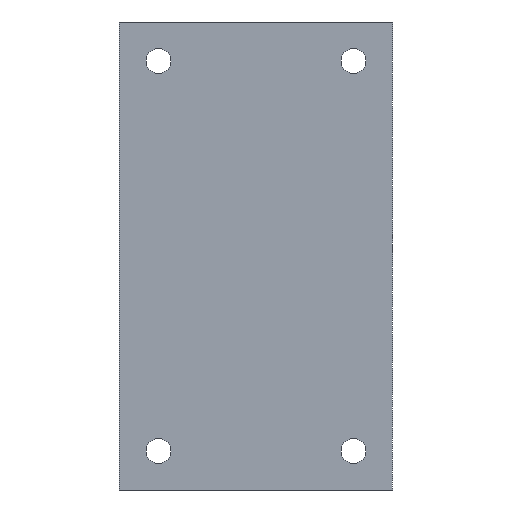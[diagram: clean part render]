
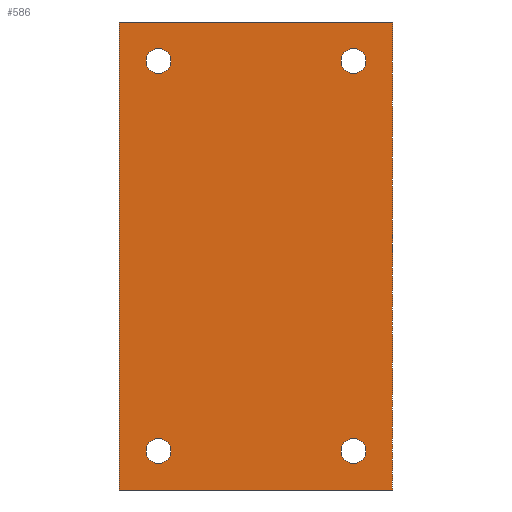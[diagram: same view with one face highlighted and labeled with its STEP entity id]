
A CAD part, front view. The second image highlights one B-rep face of the part: STEP entity #586.
In plain terms, the highlighted planar face has unit normal (0, -1, 0).
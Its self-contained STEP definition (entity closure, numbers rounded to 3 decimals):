
#28 = VERTEX_POINT ( 'NONE', #108 ) ;
#30 = VERTEX_POINT ( 'NONE', #1177 ) ;
#65 = CARTESIAN_POINT ( 'NONE',  ( -17.5, 0., -30. ) ) ;
#70 = LINE ( 'NONE', #457, #81 ) ;
#78 = AXIS2_PLACEMENT_3D ( 'NONE', #1042, #165, #552 ) ;
#81 = VECTOR ( 'NONE', #849, 1000. ) ;
#84 = DIRECTION ( 'NONE',  ( 0., 1., 0. ) ) ;
#88 = ORIENTED_EDGE ( 'NONE', *, *, #837, .T. ) ;
#99 = VERTEX_POINT ( 'NONE', #1263 ) ;
#108 = CARTESIAN_POINT ( 'NONE',  ( 12.5, 0., 26.6 ) ) ;
#116 = FACE_OUTER_BOUND ( 'NONE', #396, .T. ) ;
#152 = EDGE_CURVE ( 'NONE', #187, #500, #677, .T. ) ;
#165 = DIRECTION ( 'NONE',  ( 0., 1., 0. ) ) ;
#187 = VERTEX_POINT ( 'NONE', #1157 ) ;
#194 = ORIENTED_EDGE ( 'NONE', *, *, #974, .T. ) ;
#220 = ORIENTED_EDGE ( 'NONE', *, *, #433, .F. ) ;
#232 = CARTESIAN_POINT ( 'NONE',  ( 12.5, 0., -26.6 ) ) ;
#246 = CARTESIAN_POINT ( 'NONE',  ( -17.5, 0., 30. ) ) ;
#257 = DIRECTION ( 'NONE',  ( 0., 0., 1. ) ) ;
#272 = DIRECTION ( 'NONE',  ( 0., 1., 0. ) ) ;
#277 = LINE ( 'NONE', #673, #1092 ) ;
#344 = CARTESIAN_POINT ( 'NONE',  ( -12.5, 0., 25. ) ) ;
#346 = DIRECTION ( 'NONE',  ( 0., 0., 1. ) ) ;
#367 = DIRECTION ( 'NONE',  ( 0., 0., 1. ) ) ;
#375 = VERTEX_POINT ( 'NONE', #556 ) ;
#392 = LINE ( 'NONE', #1253, #440 ) ;
#395 = FACE_BOUND ( 'NONE', #1014, .T. ) ;
#396 = EDGE_LOOP ( 'NONE', ( #605, #926, #220, #1188 ) ) ;
#407 = CARTESIAN_POINT ( 'NONE',  ( 0., 0., 0. ) ) ;
#411 = VERTEX_POINT ( 'NONE', #571 ) ;
#418 = ORIENTED_EDGE ( 'NONE', *, *, #1044, .T. ) ;
#433 = EDGE_CURVE ( 'NONE', #1030, #1201, #277, .T. ) ;
#440 = VECTOR ( 'NONE', #1168, 1000. ) ;
#457 = CARTESIAN_POINT ( 'NONE',  ( 17.5, 0., -30. ) ) ;
#473 = AXIS2_PLACEMENT_3D ( 'NONE', #344, #84, #1054 ) ;
#478 = CARTESIAN_POINT ( 'NONE',  ( -12.5, 0., -25. ) ) ;
#489 = DIRECTION ( 'NONE',  ( 0., 0., 1. ) ) ;
#499 = CARTESIAN_POINT ( 'NONE',  ( -12.5, 0., 23.4 ) ) ;
#500 = VERTEX_POINT ( 'NONE', #499 ) ;
#503 = DIRECTION ( 'NONE',  ( 0., 0., -1. ) ) ;
#509 = EDGE_CURVE ( 'NONE', #1010, #30, #1028, .T. ) ;
#511 = CARTESIAN_POINT ( 'NONE',  ( 12.5, 0., -25. ) ) ;
#517 = DIRECTION ( 'NONE',  ( 0., -1., 0. ) ) ;
#534 = CARTESIAN_POINT ( 'NONE',  ( 12.5, 0., -25. ) ) ;
#543 = VECTOR ( 'NONE', #257, 1000. ) ;
#548 = CARTESIAN_POINT ( 'NONE',  ( -12.5, 0., -26.6 ) ) ;
#552 = DIRECTION ( 'NONE',  ( 0., 0., 1. ) ) ;
#556 = CARTESIAN_POINT ( 'NONE',  ( -12.5, 0., -23.4 ) ) ;
#571 = CARTESIAN_POINT ( 'NONE',  ( -17.5, 0., -30. ) ) ;
#585 = EDGE_LOOP ( 'NONE', ( #775, #418 ) ) ;
#586 = ADVANCED_FACE ( 'NONE', ( #395, #784, #791, #906, #116 ), #592, .T. ) ;
#592 = PLANE ( 'NONE',  #1142 ) ;
#596 = DIRECTION ( 'NONE',  ( 0., 0., 1. ) ) ;
#605 = ORIENTED_EDGE ( 'NONE', *, *, #1200, .T. ) ;
#608 = CIRCLE ( 'NONE', #767, 1.6 ) ;
#648 = AXIS2_PLACEMENT_3D ( 'NONE', #984, #793, #1206 ) ;
#663 = CARTESIAN_POINT ( 'NONE',  ( 17.5, 0., 30. ) ) ;
#666 = DIRECTION ( 'NONE',  ( 1., 0., 0. ) ) ;
#669 = DIRECTION ( 'NONE',  ( 0., 1., 0. ) ) ;
#673 = CARTESIAN_POINT ( 'NONE',  ( -17.5, 0., 30. ) ) ;
#675 = CARTESIAN_POINT ( 'NONE',  ( 12.5, 0., 25. ) ) ;
#677 = CIRCLE ( 'NONE', #473, 1.6 ) ;
#693 = DIRECTION ( 'NONE',  ( 0., 1., 0. ) ) ;
#701 = EDGE_LOOP ( 'NONE', ( #1238, #88 ) ) ;
#727 = DIRECTION ( 'NONE',  ( 0., 1., 0. ) ) ;
#733 = DIRECTION ( 'NONE',  ( 0., 1., 0. ) ) ;
#741 = ORIENTED_EDGE ( 'NONE', *, *, #1236, .T. ) ;
#748 = CIRCLE ( 'NONE', #960, 1.6 ) ;
#767 = AXIS2_PLACEMENT_3D ( 'NONE', #534, #733, #1131 ) ;
#775 = ORIENTED_EDGE ( 'NONE', *, *, #152, .T. ) ;
#784 = FACE_BOUND ( 'NONE', #585, .T. ) ;
#791 = FACE_BOUND ( 'NONE', #701, .T. ) ;
#793 = DIRECTION ( 'NONE',  ( 0., 1., 0. ) ) ;
#813 = EDGE_CURVE ( 'NONE', #375, #1068, #1209, .T. ) ;
#832 = CARTESIAN_POINT ( 'NONE',  ( -12.5, 0., 25. ) ) ;
#837 = EDGE_CURVE ( 'NONE', #99, #28, #1038, .T. ) ;
#849 = DIRECTION ( 'NONE',  ( 0., 0., 1. ) ) ;
#851 = ORIENTED_EDGE ( 'NONE', *, *, #509, .T. ) ;
#860 = LINE ( 'NONE', #65, #543 ) ;
#895 = CIRCLE ( 'NONE', #1226, 1.6 ) ;
#906 = FACE_BOUND ( 'NONE', #922, .T. ) ;
#908 = VERTEX_POINT ( 'NONE', #1180 ) ;
#922 = EDGE_LOOP ( 'NONE', ( #1123, #741 ) ) ;
#926 = ORIENTED_EDGE ( 'NONE', *, *, #1182, .T. ) ;
#960 = AXIS2_PLACEMENT_3D ( 'NONE', #478, #669, #367 ) ;
#974 = EDGE_CURVE ( 'NONE', #30, #1010, #608, .T. ) ;
#984 = CARTESIAN_POINT ( 'NONE',  ( 12.5, 0., 25. ) ) ;
#1010 = VERTEX_POINT ( 'NONE', #232 ) ;
#1014 = EDGE_LOOP ( 'NONE', ( #194, #851 ) ) ;
#1028 = CIRCLE ( 'NONE', #1072, 1.6 ) ;
#1030 = VERTEX_POINT ( 'NONE', #246 ) ;
#1038 = CIRCLE ( 'NONE', #648, 1.6 ) ;
#1042 = CARTESIAN_POINT ( 'NONE',  ( -12.5, 0., -25. ) ) ;
#1044 = EDGE_CURVE ( 'NONE', #500, #187, #895, .T. ) ;
#1054 = DIRECTION ( 'NONE',  ( 0., 0., 1. ) ) ;
#1068 = VERTEX_POINT ( 'NONE', #548 ) ;
#1072 = AXIS2_PLACEMENT_3D ( 'NONE', #511, #693, #596 ) ;
#1092 = VECTOR ( 'NONE', #666, 1000. ) ;
#1121 = EDGE_CURVE ( 'NONE', #411, #1030, #860, .T. ) ;
#1122 = CIRCLE ( 'NONE', #1251, 1.6 ) ;
#1123 = ORIENTED_EDGE ( 'NONE', *, *, #813, .T. ) ;
#1131 = DIRECTION ( 'NONE',  ( 0., 0., 1. ) ) ;
#1142 = AXIS2_PLACEMENT_3D ( 'NONE', #407, #517, #503 ) ;
#1157 = CARTESIAN_POINT ( 'NONE',  ( -12.5, 0., 26.6 ) ) ;
#1168 = DIRECTION ( 'NONE',  ( 1., 0., 0. ) ) ;
#1177 = CARTESIAN_POINT ( 'NONE',  ( 12.5, 0., -23.4 ) ) ;
#1180 = CARTESIAN_POINT ( 'NONE',  ( 17.5, 0., -30. ) ) ;
#1182 = EDGE_CURVE ( 'NONE', #908, #1201, #70, .T. ) ;
#1188 = ORIENTED_EDGE ( 'NONE', *, *, #1121, .F. ) ;
#1200 = EDGE_CURVE ( 'NONE', #411, #908, #392, .T. ) ;
#1201 = VERTEX_POINT ( 'NONE', #663 ) ;
#1206 = DIRECTION ( 'NONE',  ( 0., 0., 1. ) ) ;
#1209 = CIRCLE ( 'NONE', #78, 1.6 ) ;
#1226 = AXIS2_PLACEMENT_3D ( 'NONE', #832, #727, #346 ) ;
#1236 = EDGE_CURVE ( 'NONE', #1068, #375, #748, .T. ) ;
#1237 = EDGE_CURVE ( 'NONE', #28, #99, #1122, .T. ) ;
#1238 = ORIENTED_EDGE ( 'NONE', *, *, #1237, .T. ) ;
#1251 = AXIS2_PLACEMENT_3D ( 'NONE', #675, #272, #489 ) ;
#1253 = CARTESIAN_POINT ( 'NONE',  ( -17.5, 0., -30. ) ) ;
#1263 = CARTESIAN_POINT ( 'NONE',  ( 12.5, 0., 23.4 ) ) ;
